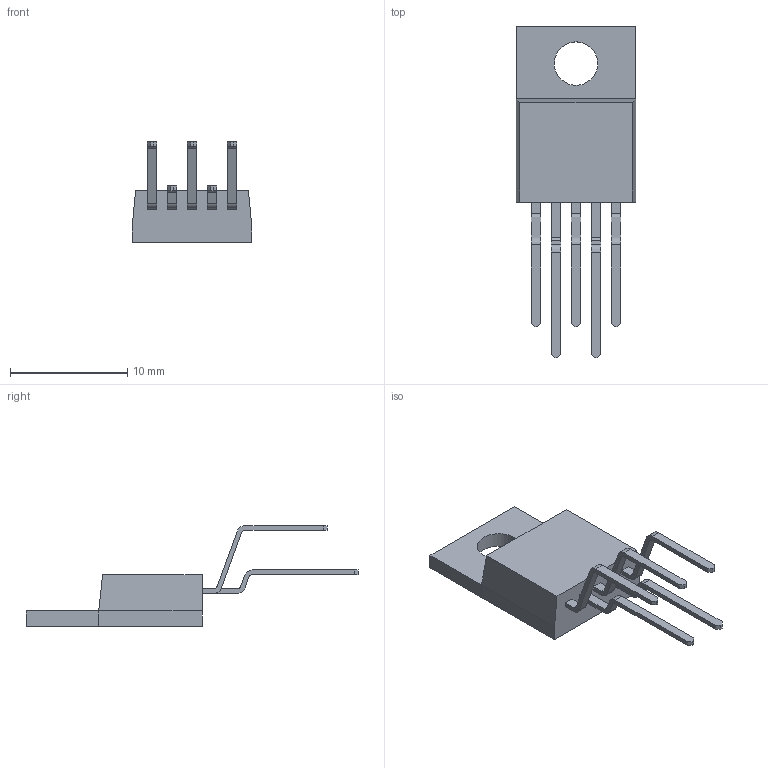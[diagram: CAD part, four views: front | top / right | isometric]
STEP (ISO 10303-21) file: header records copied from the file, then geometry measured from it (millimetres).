
FILE_DESCRIPTION (( 'STEP AP214' ), '1' );
FILE_NAME ('User Library-TO220-5-2.STEP', '2013-06-15T23:40:40', ( 'Windows User' ), ( '' ), 'SwSTEP 2.0', 'SolidWorks 2013', '' );
FILE_SCHEMA (( 'AUTOMOTIVE_DESIGN' ));
Length unit declared in the file: millimetre
Products named in the file (1): User Library-TO220-5-2
Bounding box: 10.2 x 28.28 x 8.56 mm (x, y, z)
Volume: 534.9 mm3; surface area: 784 mm2
Topology: 2 solids, 2 shells, 100 faces, 273 edges, 182 vertices
Faces by surface type: plane 78, cylinder 22
Entity records: 4090 total; most frequent: CARTESIAN_POINT 556, ORIENTED_EDGE 546, DIRECTION 519, EDGE_CURVE 273, LINE 229, VECTOR 229, VERTEX_POINT 182, AXIS2_PLACEMENT_3D 145
